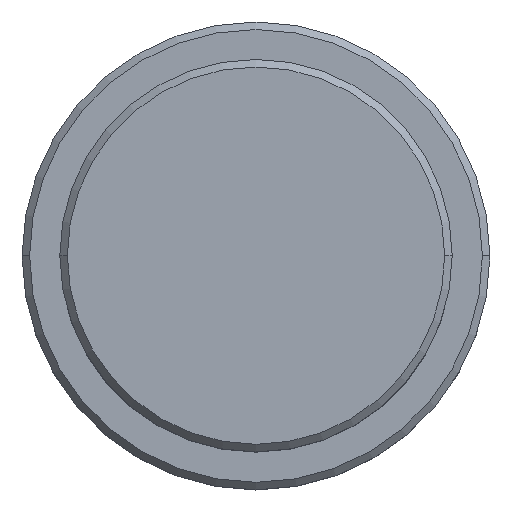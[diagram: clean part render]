
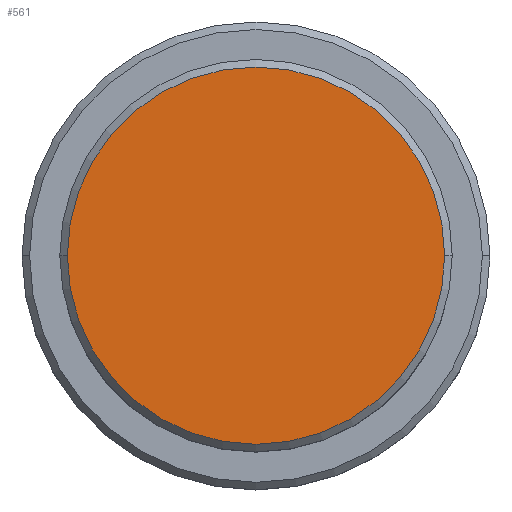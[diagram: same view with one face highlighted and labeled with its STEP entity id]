
A CAD part, top view. The second image highlights one B-rep face of the part: STEP entity #561.
In plain terms, the highlighted planar face has unit normal (0, 0, 1).
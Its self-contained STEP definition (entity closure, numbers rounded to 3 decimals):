
#94 = CARTESIAN_POINT ( 'NONE',  ( 0., 0., 0. ) ) ;
#135 = CARTESIAN_POINT ( 'NONE',  ( 0., 0., 0. ) ) ;
#207 = VERTEX_POINT ( 'NONE', #1330 ) ;
#229 = DIRECTION ( 'NONE',  ( 1., 0., 0. ) ) ;
#422 = FACE_OUTER_BOUND ( 'NONE', #915, .T. ) ;
#454 = CARTESIAN_POINT ( 'NONE',  ( -12.5, 0., 0. ) ) ;
#479 = ORIENTED_EDGE ( 'NONE', *, *, #617, .T. ) ;
#528 = EDGE_CURVE ( 'NONE', #661, #207, #838, .T. ) ;
#550 = DIRECTION ( 'NONE',  ( 1., 0., 0. ) ) ;
#561 = ADVANCED_FACE ( 'NONE', ( #422 ), #1048, .T. ) ;
#591 = AXIS2_PLACEMENT_3D ( 'NONE', #135, #1205, #229 ) ;
#606 = ORIENTED_EDGE ( 'NONE', *, *, #528, .T. ) ;
#617 = EDGE_CURVE ( 'NONE', #207, #661, #1404, .T. ) ;
#661 = VERTEX_POINT ( 'NONE', #454 ) ;
#838 = CIRCLE ( 'NONE', #1177, 12.5 ) ;
#851 = CARTESIAN_POINT ( 'NONE',  ( 0., 0., 0. ) ) ;
#915 = EDGE_LOOP ( 'NONE', ( #606, #479 ) ) ;
#920 = AXIS2_PLACEMENT_3D ( 'NONE', #851, #1300, #976 ) ;
#976 = DIRECTION ( 'NONE',  ( 1., 0., 0. ) ) ;
#1048 = PLANE ( 'NONE',  #920 ) ;
#1177 = AXIS2_PLACEMENT_3D ( 'NONE', #94, #1392, #550 ) ;
#1205 = DIRECTION ( 'NONE',  ( 0., 0., 1. ) ) ;
#1300 = DIRECTION ( 'NONE',  ( 0., 0., 1. ) ) ;
#1330 = CARTESIAN_POINT ( 'NONE',  ( 12.5, 0., 0. ) ) ;
#1392 = DIRECTION ( 'NONE',  ( 0., 0., 1. ) ) ;
#1404 = CIRCLE ( 'NONE', #591, 12.5 ) ;
